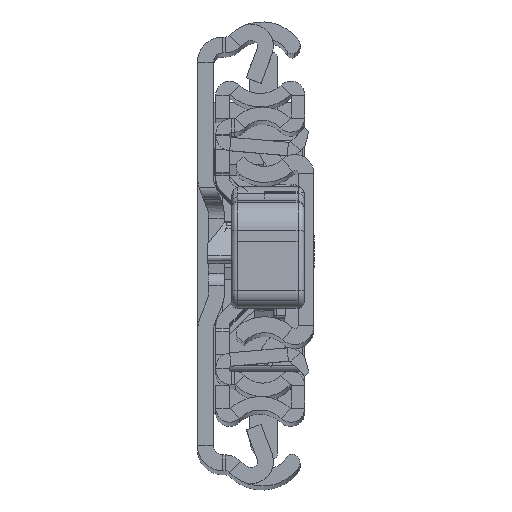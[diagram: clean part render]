
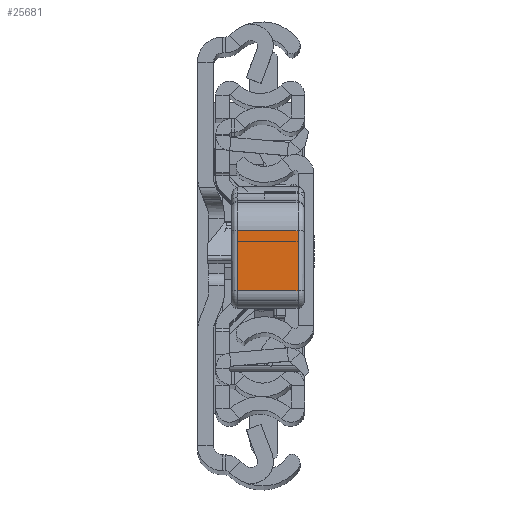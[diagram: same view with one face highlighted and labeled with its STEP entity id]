
A CAD part, top view. The second image highlights one B-rep face of the part: STEP entity #25681.
In plain terms, the highlighted face is planar.
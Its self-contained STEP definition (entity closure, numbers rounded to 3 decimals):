
#1965 = CARTESIAN_POINT ( 'NONE',  ( 39.55, -12.274, 10. ) ) ;
#2587 = DIRECTION ( 'NONE',  ( 0.027, 1., 0. ) ) ;
#2681 = VECTOR ( 'NONE', #22528, 1000. ) ;
#4832 = CARTESIAN_POINT ( 'NONE',  ( 39.55, -12.274, 11. ) ) ;
#4903 = EDGE_CURVE ( 'NONE', #31768, #21113, #15937, .T. ) ;
#5087 = PLANE ( 'NONE',  #30912 ) ;
#5566 = VECTOR ( 'NONE', #25312, 1000. ) ;
#6983 = ORIENTED_EDGE ( 'NONE', *, *, #7541, .T. ) ;
#7541 = EDGE_CURVE ( 'NONE', #17810, #31768, #18197, .T. ) ;
#7852 = DIRECTION ( 'NONE',  ( -0.027, -1., 0. ) ) ;
#11767 = LINE ( 'NONE', #14568, #2681 ) ;
#12284 = ORIENTED_EDGE ( 'NONE', *, *, #4903, .T. ) ;
#12540 = DIRECTION ( 'NONE',  ( -0.027, -1., 0. ) ) ;
#13133 = VECTOR ( 'NONE', #2587, 1000. ) ;
#13189 = EDGE_LOOP ( 'NONE', ( #6983, #12284, #28637, #28144 ) ) ;
#13451 = VECTOR ( 'NONE', #12540, 1000. ) ;
#14568 = CARTESIAN_POINT ( 'NONE',  ( 39.818, -2.465, 11. ) ) ;
#14855 = CARTESIAN_POINT ( 'NONE',  ( 39.55, -12.274, 10. ) ) ;
#15937 = LINE ( 'NONE', #18716, #13133 ) ;
#16475 = VERTEX_POINT ( 'NONE', #18191 ) ;
#16729 = CARTESIAN_POINT ( 'NONE',  ( 39.818, -2.465, 0. ) ) ;
#17810 = VERTEX_POINT ( 'NONE', #14855 ) ;
#18106 = LINE ( 'NONE', #1965, #13451 ) ;
#18191 = CARTESIAN_POINT ( 'NONE',  ( 39.818, -2.465, 10. ) ) ;
#18197 = LINE ( 'NONE', #4832, #5566 ) ;
#18716 = CARTESIAN_POINT ( 'NONE',  ( 39.55, -12.274, 0. ) ) ;
#19798 = EDGE_CURVE ( 'NONE', #16475, #17810, #18106, .T. ) ;
#21113 = VERTEX_POINT ( 'NONE', #16729 ) ;
#22528 = DIRECTION ( 'NONE',  ( 0., 0., 1. ) ) ;
#23655 = FACE_OUTER_BOUND ( 'NONE', #13189, .T. ) ;
#25312 = DIRECTION ( 'NONE',  ( 0., 0., -1. ) ) ;
#25681 = ADVANCED_FACE ( 'NONE', ( #23655 ), #5087, .F. ) ;
#28144 = ORIENTED_EDGE ( 'NONE', *, *, #19798, .T. ) ;
#28637 = ORIENTED_EDGE ( 'NONE', *, *, #31984, .T. ) ;
#30719 = CARTESIAN_POINT ( 'NONE',  ( 39.55, -12.274, 0. ) ) ;
#30912 = AXIS2_PLACEMENT_3D ( 'NONE', #33901, #34234, #7852 ) ;
#31768 = VERTEX_POINT ( 'NONE', #30719 ) ;
#31984 = EDGE_CURVE ( 'NONE', #21113, #16475, #11767, .T. ) ;
#33901 = CARTESIAN_POINT ( 'NONE',  ( 39.55, -12.274, 11. ) ) ;
#34234 = DIRECTION ( 'NONE',  ( -1., 0.027, 0. ) ) ;
